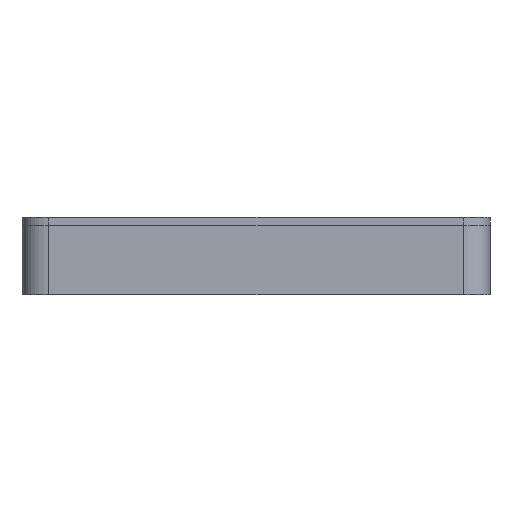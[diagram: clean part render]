
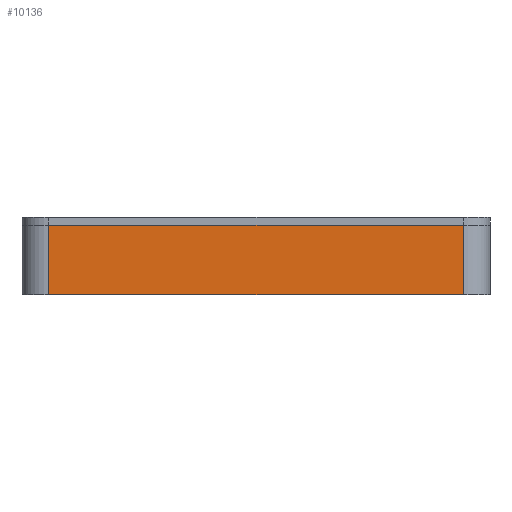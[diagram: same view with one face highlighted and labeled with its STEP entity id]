
A CAD part, left-side view. The second image highlights one B-rep face of the part: STEP entity #10136.
In plain terms, the highlighted planar face has unit normal (-1, 0, 0).
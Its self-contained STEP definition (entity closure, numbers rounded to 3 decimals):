
#746=PLANE('',#10708);
#1006=FACE_OUTER_BOUND('',#1555,.T.);
#1555=EDGE_LOOP('',(#7000,#7001,#7002,#7003));
#2295=LINE('',#13453,#3246);
#2309=LINE('',#13494,#3260);
#2310=LINE('',#13497,#3261);
#2311=LINE('',#13498,#3262);
#3246=VECTOR('',#11306,10.);
#3260=VECTOR('',#11340,10.);
#3261=VECTOR('',#11343,10.);
#3262=VECTOR('',#11344,10.);
#4426=VERTEX_POINT('',#13450);
#4427=VERTEX_POINT('',#13452);
#4444=VERTEX_POINT('',#13492);
#4445=VERTEX_POINT('',#13496);
#5445=EDGE_CURVE('',#4426,#4427,#2295,.T.);
#5466=EDGE_CURVE('',#4444,#4426,#2309,.T.);
#5467=EDGE_CURVE('',#4444,#4445,#2310,.T.);
#5468=EDGE_CURVE('',#4427,#4445,#2311,.T.);
#7000=ORIENTED_EDGE('',*,*,#5466,.F.);
#7001=ORIENTED_EDGE('',*,*,#5467,.T.);
#7002=ORIENTED_EDGE('',*,*,#5468,.F.);
#7003=ORIENTED_EDGE('',*,*,#5445,.F.);
#10136=ADVANCED_FACE('',(#1006),#746,.T.);
#10708=AXIS2_PLACEMENT_3D('',#13495,#11341,#11342);
#11306=DIRECTION('',(0.,-1.,0.));
#11340=DIRECTION('',(0.,0.,1.));
#11341=DIRECTION('center_axis',(-1.,0.,0.));
#11342=DIRECTION('ref_axis',(0.,-1.,0.));
#11343=DIRECTION('',(0.,-1.,0.));
#11344=DIRECTION('',(0.,0.,-1.));
#13450=CARTESIAN_POINT('',(-34.5,29.5,13.));
#13452=CARTESIAN_POINT('',(-34.5,-48.5,13.));
#13453=CARTESIAN_POINT('',(-34.5,34.5,13.));
#13492=CARTESIAN_POINT('',(-34.5,29.5,0.));
#13494=CARTESIAN_POINT('',(-34.5,29.5,0.));
#13495=CARTESIAN_POINT('Origin',(-34.5,34.5,0.));
#13496=CARTESIAN_POINT('',(-34.5,-48.5,0.));
#13497=CARTESIAN_POINT('',(-34.5,34.5,0.));
#13498=CARTESIAN_POINT('',(-34.5,-48.5,0.));
